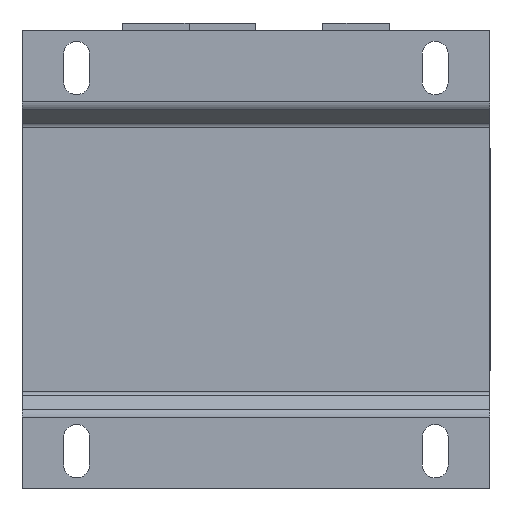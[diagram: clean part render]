
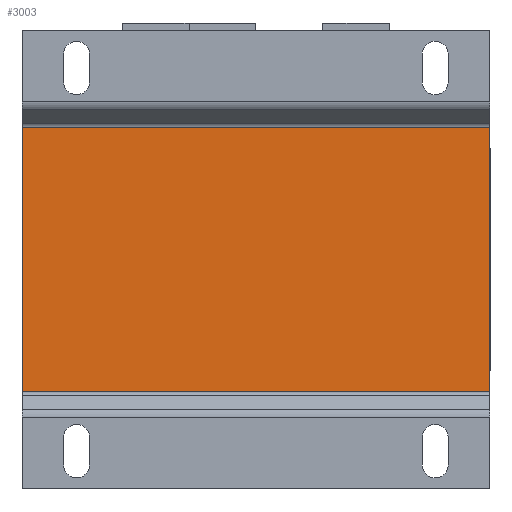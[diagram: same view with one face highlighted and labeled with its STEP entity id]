
A CAD part, front view. The second image highlights one B-rep face of the part: STEP entity #3003.
In plain terms, the highlighted planar face has unit normal (0, -1, 0).
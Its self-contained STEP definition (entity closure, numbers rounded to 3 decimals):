
#663 = CARTESIAN_POINT ( 'NONE',  ( -52.5, -45.25, 51.5 ) ) ;
#733 = VECTOR ( 'NONE', #1081, 1000. ) ;
#844 = EDGE_CURVE ( 'NONE', #1106, #6026, #2889, .T. ) ;
#1081 = DIRECTION ( 'NONE',  ( 1., 0., 0. ) ) ;
#1106 = VERTEX_POINT ( 'NONE', #3379 ) ;
#1542 = CARTESIAN_POINT ( 'NONE',  ( 52.5, -45.25, 51.5 ) ) ;
#1606 = DIRECTION ( 'NONE',  ( 0., 0., -1. ) ) ;
#1642 = LINE ( 'NONE', #663, #7123 ) ;
#1849 = CARTESIAN_POINT ( 'NONE',  ( 52.5, -45.25, -29.684 ) ) ;
#2164 = VECTOR ( 'NONE', #1606, 1000. ) ;
#2186 = VERTEX_POINT ( 'NONE', #3467 ) ;
#2196 = VERTEX_POINT ( 'NONE', #5231 ) ;
#2889 = LINE ( 'NONE', #1542, #2164 ) ;
#3003 = ADVANCED_FACE ( 'NONE', ( #6990 ), #3077, .F. ) ;
#3077 = PLANE ( 'NONE',  #5440 ) ;
#3096 = ORIENTED_EDGE ( 'NONE', *, *, #5298, .T. ) ;
#3379 = CARTESIAN_POINT ( 'NONE',  ( 52.5, -45.25, 29.684 ) ) ;
#3467 = CARTESIAN_POINT ( 'NONE',  ( -52.5, -45.25, 29.684 ) ) ;
#3484 = EDGE_CURVE ( 'NONE', #2196, #2186, #1642, .T. ) ;
#3550 = DIRECTION ( 'NONE',  ( 1., 0., 0. ) ) ;
#3601 = DIRECTION ( 'NONE',  ( 0., 0., -1. ) ) ;
#3817 = ORIENTED_EDGE ( 'NONE', *, *, #4140, .F. ) ;
#3901 = CARTESIAN_POINT ( 'NONE',  ( 0., -45.25, 29.684 ) ) ;
#3959 = LINE ( 'NONE', #6876, #7278 ) ;
#4140 = EDGE_CURVE ( 'NONE', #2186, #1106, #7015, .T. ) ;
#4385 = EDGE_LOOP ( 'NONE', ( #4743, #3096, #5386, #3817 ) ) ;
#4743 = ORIENTED_EDGE ( 'NONE', *, *, #3484, .F. ) ;
#5231 = CARTESIAN_POINT ( 'NONE',  ( -52.5, -45.25, -29.684 ) ) ;
#5298 = EDGE_CURVE ( 'NONE', #2196, #6026, #3959, .T. ) ;
#5386 = ORIENTED_EDGE ( 'NONE', *, *, #844, .F. ) ;
#5440 = AXIS2_PLACEMENT_3D ( 'NONE', #7127, #5968, #3601 ) ;
#5848 = DIRECTION ( 'NONE',  ( 0., 0., 1. ) ) ;
#5968 = DIRECTION ( 'NONE',  ( 0., 1., 0. ) ) ;
#6026 = VERTEX_POINT ( 'NONE', #1849 ) ;
#6876 = CARTESIAN_POINT ( 'NONE',  ( 0., -45.25, -29.684 ) ) ;
#6990 = FACE_OUTER_BOUND ( 'NONE', #4385, .T. ) ;
#7015 = LINE ( 'NONE', #3901, #733 ) ;
#7123 = VECTOR ( 'NONE', #5848, 1000. ) ;
#7127 = CARTESIAN_POINT ( 'NONE',  ( 0., -45.25, 0. ) ) ;
#7278 = VECTOR ( 'NONE', #3550, 1000. ) ;
